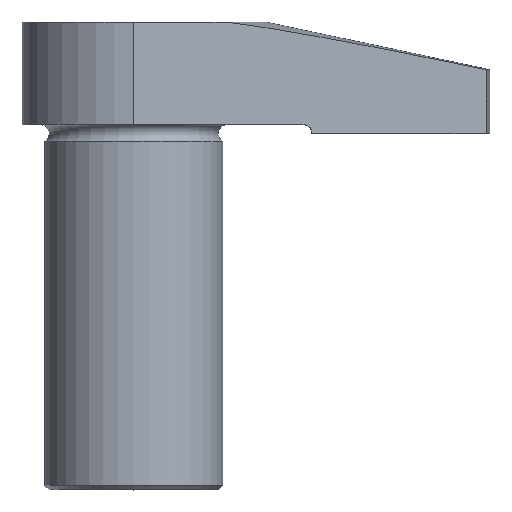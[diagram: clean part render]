
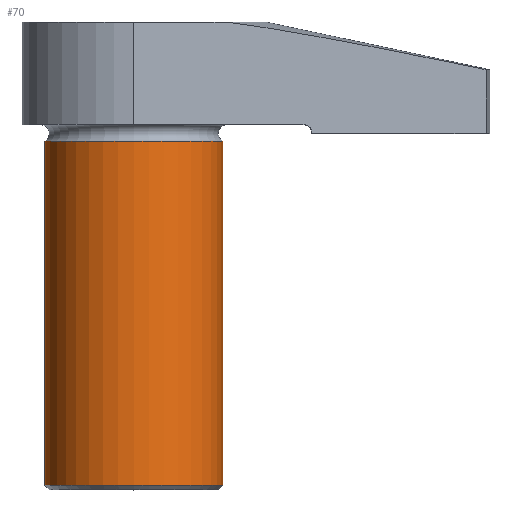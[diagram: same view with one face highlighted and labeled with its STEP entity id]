
A CAD part, top view. The second image highlights one B-rep face of the part: STEP entity #70.
In plain terms, the highlighted cylindrical face has radius 10 mm (diameter 20 mm), a full revolution.
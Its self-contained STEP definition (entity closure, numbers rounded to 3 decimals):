
#70 = ADVANCED_FACE( '', ( #142, #143 ), #144, .T. );
#142 = FACE_OUTER_BOUND( '', #206, .T. );
#143 = FACE_OUTER_BOUND( '', #207, .T. );
#144 = CYLINDRICAL_SURFACE( '', #208, 10. );
#206 = EDGE_LOOP( '', ( #327 ) );
#207 = EDGE_LOOP( '', ( #328 ) );
#208 = AXIS2_PLACEMENT_3D( '', #329, #330, #331 );
#327 = ORIENTED_EDGE( '', *, *, #345, .F. );
#328 = ORIENTED_EDGE( '', *, *, #349, .T. );
#329 = CARTESIAN_POINT( '', ( 0., 52.5, 0. ) );
#330 = DIRECTION( '', ( 0., -1., 0. ) );
#331 = DIRECTION( '', ( 0., 0., 1. ) );
#345 = EDGE_CURVE( '', #400, #400, #401, .T. );
#349 = EDGE_CURVE( '', #406, #406, #407, .T. );
#400 = VERTEX_POINT( '', #481 );
#401 = CIRCLE( '', #482, 10. );
#406 = VERTEX_POINT( '', #487 );
#407 = CIRCLE( '', #488, 10. );
#481 = CARTESIAN_POINT( '', ( 0., 39.134, 10. ) );
#482 = AXIS2_PLACEMENT_3D( '', #558, #559, #560 );
#487 = CARTESIAN_POINT( '', ( 0., 0.5, 10. ) );
#488 = AXIS2_PLACEMENT_3D( '', #564, #565, #566 );
#558 = CARTESIAN_POINT( '', ( 0., 39.134, 0. ) );
#559 = DIRECTION( '', ( 0., 1., 0. ) );
#560 = DIRECTION( '', ( 0., 0., 1. ) );
#564 = CARTESIAN_POINT( '', ( 0., 0.5, 0. ) );
#565 = DIRECTION( '', ( 0., 1., 0. ) );
#566 = DIRECTION( '', ( 0., 0., 1. ) );
